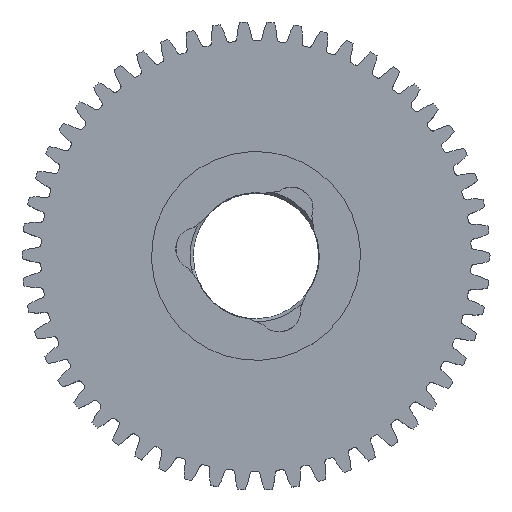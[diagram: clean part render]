
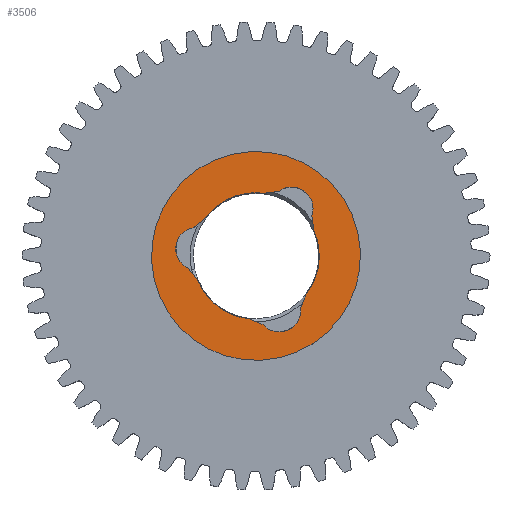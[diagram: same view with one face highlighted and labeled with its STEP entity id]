
A CAD part, top view. The second image highlights one B-rep face of the part: STEP entity #3506.
In plain terms, the highlighted planar face has unit normal (0, 0, 1).
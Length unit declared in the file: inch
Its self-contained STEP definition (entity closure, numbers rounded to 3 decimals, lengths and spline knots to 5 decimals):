
#104 = VECTOR ( 'NONE', #17558, 39.37008 ) ;
#128 = DIRECTION ( 'NONE',  ( -1., 0., 0. ) ) ;
#634 = VERTEX_POINT ( 'NONE', #13247 ) ;
#891 = DIRECTION ( 'NONE',  ( 0., 0., -1. ) ) ;
#974 = AXIS2_PLACEMENT_3D ( 'NONE', #11348, #2007, #12895 ) ;
#1052 = VECTOR ( 'NONE', #16009, 39.37008 ) ;
#1055 = DIRECTION ( 'NONE',  ( 1., 0., 0. ) ) ;
#1280 = CARTESIAN_POINT ( 'NONE',  ( -0.40196, -0.09119, 0.25 ) ) ;
#1374 = CARTESIAN_POINT ( 'NONE',  ( 0.18307, 0.33128, 0.25 ) ) ;
#1430 = EDGE_LOOP ( 'NONE', ( #2870, #11286, #12886, #19334, #20057, #3243, #13128, #6467, #15192, #3273, #3114, #7269, #15942, #5093 ) ) ;
#1438 = EDGE_CURVE ( 'NONE', #4172, #634, #12154, .T. ) ;
#1602 = VERTEX_POINT ( 'NONE', #3020 ) ;
#1604 = EDGE_CURVE ( 'NONE', #15920, #18928, #11174, .T. ) ;
#1885 = DIRECTION ( 'NONE',  ( -0.969, -0.248, 0. ) ) ;
#1935 = CARTESIAN_POINT ( 'NONE',  ( 0.27995, -0.30251, 0.25 ) ) ;
#1938 = VERTEX_POINT ( 'NONE', #12893 ) ;
#2007 = DIRECTION ( 'NONE',  ( 0., 0., -1. ) ) ;
#2292 = VERTEX_POINT ( 'NONE', #13316 ) ;
#2541 = CIRCLE ( 'NONE', #18683, 0.128 ) ;
#2552 = AXIS2_PLACEMENT_3D ( 'NONE', #7227, #19549, #10326 ) ;
#2585 = ORIENTED_EDGE ( 'NONE', *, *, #2943, .F. ) ;
#2781 = CARTESIAN_POINT ( 'NONE',  ( -0.3785, 0., 0.25 ) ) ;
#2870 = ORIENTED_EDGE ( 'NONE', *, *, #10361, .T. ) ;
#2943 = EDGE_CURVE ( 'NONE', #1602, #17300, #17737, .T. ) ;
#3020 = CARTESIAN_POINT ( 'NONE',  ( 0.625, 0., 0.25 ) ) ;
#3032 = EDGE_CURVE ( 'NONE', #7520, #15920, #5364, .T. ) ;
#3114 = ORIENTED_EDGE ( 'NONE', *, *, #1438, .T. ) ;
#3209 = EDGE_CURVE ( 'NONE', #18430, #17999, #8025, .T. ) ;
#3214 = CARTESIAN_POINT ( 'NONE',  ( -0.27995, -0.30251, 0.25 ) ) ;
#3243 = ORIENTED_EDGE ( 'NONE', *, *, #9168, .T. ) ;
#3270 = CARTESIAN_POINT ( 'NONE',  ( -0.18307, 0.33128, 0.25 ) ) ;
#3273 = ORIENTED_EDGE ( 'NONE', *, *, #6111, .T. ) ;
#3305 = VERTEX_POINT ( 'NONE', #15981 ) ;
#3342 = FACE_BOUND ( 'NONE', #1430, .T. ) ;
#3363 = DIRECTION ( 'NONE',  ( 0.699, 0.715, 0. ) ) ;
#3506 = ADVANCED_FACE ( 'NONE', ( #18892, #3342 ), #18053, .T. ) ;
#3849 = VECTOR ( 'NONE', #9787, 39.37008 ) ;
#4010 = CARTESIAN_POINT ( 'NONE',  ( 0.12201, 0.3937, 0.25 ) ) ;
#4172 = VERTEX_POINT ( 'NONE', #17249 ) ;
#4273 = CIRCLE ( 'NONE', #5879, 0.3785 ) ;
#4568 = EDGE_CURVE ( 'NONE', #634, #1938, #11607, .T. ) ;
#5093 = ORIENTED_EDGE ( 'NONE', *, *, #11957, .T. ) ;
#5364 = CIRCLE ( 'NONE', #5751, 0.128 ) ;
#5503 = CARTESIAN_POINT ( 'NONE',  ( -0.30744, -0.1775, 0.25 ) ) ;
#5523 = CARTESIAN_POINT ( 'NONE',  ( 0., 0.355, 0.25 ) ) ;
#5751 = AXIS2_PLACEMENT_3D ( 'NONE', #10250, #891, #11792 ) ;
#5879 = AXIS2_PLACEMENT_3D ( 'NONE', #8711, #19475, #10257 ) ;
#6037 = CARTESIAN_POINT ( 'NONE',  ( 0., 0., 0.25 ) ) ;
#6111 = EDGE_CURVE ( 'NONE', #16988, #4172, #18155, .T. ) ;
#6411 = CARTESIAN_POINT ( 'NONE',  ( 0.37843, -0.0071, 0.25 ) ) ;
#6467 = ORIENTED_EDGE ( 'NONE', *, *, #3209, .T. ) ;
#6775 = ORIENTED_EDGE ( 'NONE', *, *, #16081, .F. ) ;
#7067 = DIRECTION ( 'NONE',  ( 1., 0., 0. ) ) ;
#7083 = DIRECTION ( 'NONE',  ( 0., 0., -1. ) ) ;
#7087 = VECTOR ( 'NONE', #1885, 39.37008 ) ;
#7088 = DIRECTION ( 'NONE',  ( 1., 0., 0. ) ) ;
#7227 = CARTESIAN_POINT ( 'NONE',  ( 0., 0., 0.25 ) ) ;
#7269 = ORIENTED_EDGE ( 'NONE', *, *, #4568, .T. ) ;
#7299 = AXIS2_PLACEMENT_3D ( 'NONE', #18747, #9496, #128 ) ;
#7520 = VERTEX_POINT ( 'NONE', #10650 ) ;
#7569 = AXIS2_PLACEMENT_3D ( 'NONE', #16328, #7083, #17913 ) ;
#7597 = DIRECTION ( 'NONE',  ( -1., 0., 0. ) ) ;
#7617 = VERTEX_POINT ( 'NONE', #1374 ) ;
#7989 = CARTESIAN_POINT ( 'NONE',  ( -0.625, 0., 0.25 ) ) ;
#8025 = LINE ( 'NONE', #12193, #3849 ) ;
#8194 = CIRCLE ( 'NONE', #7299, 0.3785 ) ;
#8441 = LINE ( 'NONE', #12176, #104 ) ;
#8711 = CARTESIAN_POINT ( 'NONE',  ( 0., 0., 0.25 ) ) ;
#9168 = EDGE_CURVE ( 'NONE', #2292, #14432, #8441, .T. ) ;
#9354 = CARTESIAN_POINT ( 'NONE',  ( 0., 0., 0.25 ) ) ;
#9393 = CIRCLE ( 'NONE', #17022, 0.128 ) ;
#9496 = DIRECTION ( 'NONE',  ( 0., 0., -1. ) ) ;
#9723 = EDGE_LOOP ( 'NONE', ( #6775, #2585 ) ) ;
#9787 = DIRECTION ( 'NONE',  ( 0.269, 0.963, 0. ) ) ;
#10126 = CIRCLE ( 'NONE', #974, 0.3785 ) ;
#10250 = CARTESIAN_POINT ( 'NONE',  ( 0.30744, -0.1775, 0.25 ) ) ;
#10257 = DIRECTION ( 'NONE',  ( -1., 0., 0. ) ) ;
#10326 = DIRECTION ( 'NONE',  ( 1., 0., 0. ) ) ;
#10361 = EDGE_CURVE ( 'NONE', #19697, #3305, #19515, .T. ) ;
#10415 = DIRECTION ( 'NONE',  ( 0., 0., -1. ) ) ;
#10650 = CARTESIAN_POINT ( 'NONE',  ( 0.43544, -0.1775, 0.25 ) ) ;
#10904 = DIRECTION ( 'NONE',  ( -1., 0., 0. ) ) ;
#10987 = DIRECTION ( 'NONE',  ( 0.269, -0.963, 0. ) ) ;
#11044 = CIRCLE ( 'NONE', #19565, 0.625 ) ;
#11174 = LINE ( 'NONE', #1935, #7087 ) ;
#11183 = EDGE_CURVE ( 'NONE', #14432, #18430, #9393, .T. ) ;
#11286 = ORIENTED_EDGE ( 'NONE', *, *, #12706, .T. ) ;
#11348 = CARTESIAN_POINT ( 'NONE',  ( 0., 0., 0.25 ) ) ;
#11447 = EDGE_CURVE ( 'NONE', #17999, #16988, #10126, .T. ) ;
#11607 = CIRCLE ( 'NONE', #17763, 0.128 ) ;
#11792 = DIRECTION ( 'NONE',  ( 1., 0., 0. ) ) ;
#11957 = EDGE_CURVE ( 'NONE', #7617, #19697, #8194, .T. ) ;
#12154 = LINE ( 'NONE', #3270, #19861 ) ;
#12176 = CARTESIAN_POINT ( 'NONE',  ( -0.19536, -0.32418, 0.25 ) ) ;
#12193 = CARTESIAN_POINT ( 'NONE',  ( -0.40196, -0.09119, 0.25 ) ) ;
#12532 = CARTESIAN_POINT ( 'NONE',  ( 0.37843, -0.0071, 0.25 ) ) ;
#12706 = EDGE_CURVE ( 'NONE', #3305, #7520, #2541, .T. ) ;
#12886 = ORIENTED_EDGE ( 'NONE', *, *, #3032, .T. ) ;
#12893 = CARTESIAN_POINT ( 'NONE',  ( 0.12201, 0.3937, 0.25 ) ) ;
#12895 = DIRECTION ( 'NONE',  ( -1., 0., 0. ) ) ;
#13128 = ORIENTED_EDGE ( 'NONE', *, *, #11183, .T. ) ;
#13247 = CARTESIAN_POINT ( 'NONE',  ( -0.12201, 0.3937, 0.25 ) ) ;
#13316 = CARTESIAN_POINT ( 'NONE',  ( -0.19536, -0.32418, 0.25 ) ) ;
#13380 = EDGE_CURVE ( 'NONE', #18928, #2292, #4273, .T. ) ;
#13447 = LINE ( 'NONE', #4010, #1052 ) ;
#13830 = CARTESIAN_POINT ( 'NONE',  ( 0.19536, -0.32418, 0.25 ) ) ;
#14432 = VERTEX_POINT ( 'NONE', #3214 ) ;
#15192 = ORIENTED_EDGE ( 'NONE', *, *, #11447, .T. ) ;
#15387 = EDGE_CURVE ( 'NONE', #1938, #7617, #13447, .T. ) ;
#15891 = VECTOR ( 'NONE', #10987, 39.37008 ) ;
#15920 = VERTEX_POINT ( 'NONE', #20099 ) ;
#15942 = ORIENTED_EDGE ( 'NONE', *, *, #15387, .T. ) ;
#15981 = CARTESIAN_POINT ( 'NONE',  ( 0.40196, -0.09119, 0.25 ) ) ;
#16009 = DIRECTION ( 'NONE',  ( 0.699, -0.715, 0. ) ) ;
#16081 = EDGE_CURVE ( 'NONE', #17300, #1602, #11044, .T. ) ;
#16312 = DIRECTION ( 'NONE',  ( 0., 0., -1. ) ) ;
#16328 = CARTESIAN_POINT ( 'NONE',  ( 0., 0., 0.25 ) ) ;
#16332 = DIRECTION ( 'NONE',  ( 0., 0., -1. ) ) ;
#16857 = DIRECTION ( 'NONE',  ( 0., 0., -1. ) ) ;
#16988 = VERTEX_POINT ( 'NONE', #2781 ) ;
#17022 = AXIS2_PLACEMENT_3D ( 'NONE', #5503, #16312, #7067 ) ;
#17249 = CARTESIAN_POINT ( 'NONE',  ( -0.18307, 0.33128, 0.25 ) ) ;
#17300 = VERTEX_POINT ( 'NONE', #7989 ) ;
#17558 = DIRECTION ( 'NONE',  ( -0.969, 0.248, 0. ) ) ;
#17737 = CIRCLE ( 'NONE', #7569, 0.625 ) ;
#17763 = AXIS2_PLACEMENT_3D ( 'NONE', #5523, #16332, #7088 ) ;
#17913 = DIRECTION ( 'NONE',  ( -1., 0., 0. ) ) ;
#17993 = AXIS2_PLACEMENT_3D ( 'NONE', #9354, #20112, #10904 ) ;
#17999 = VERTEX_POINT ( 'NONE', #18198 ) ;
#18053 = PLANE ( 'NONE',  #2552 ) ;
#18155 = CIRCLE ( 'NONE', #17993, 0.3785 ) ;
#18198 = CARTESIAN_POINT ( 'NONE',  ( -0.37843, -0.0071, 0.25 ) ) ;
#18430 = VERTEX_POINT ( 'NONE', #1280 ) ;
#18683 = AXIS2_PLACEMENT_3D ( 'NONE', #19635, #10415, #1055 ) ;
#18747 = CARTESIAN_POINT ( 'NONE',  ( 0., 0., 0.25 ) ) ;
#18892 = FACE_OUTER_BOUND ( 'NONE', #9723, .T. ) ;
#18928 = VERTEX_POINT ( 'NONE', #13830 ) ;
#19334 = ORIENTED_EDGE ( 'NONE', *, *, #1604, .T. ) ;
#19475 = DIRECTION ( 'NONE',  ( 0., 0., -1. ) ) ;
#19515 = LINE ( 'NONE', #12532, #15891 ) ;
#19549 = DIRECTION ( 'NONE',  ( 0., 0., 1. ) ) ;
#19565 = AXIS2_PLACEMENT_3D ( 'NONE', #6037, #16857, #7597 ) ;
#19635 = CARTESIAN_POINT ( 'NONE',  ( 0.30744, -0.1775, 0.25 ) ) ;
#19697 = VERTEX_POINT ( 'NONE', #6411 ) ;
#19861 = VECTOR ( 'NONE', #3363, 39.37008 ) ;
#20057 = ORIENTED_EDGE ( 'NONE', *, *, #13380, .T. ) ;
#20099 = CARTESIAN_POINT ( 'NONE',  ( 0.27995, -0.30251, 0.25 ) ) ;
#20112 = DIRECTION ( 'NONE',  ( 0., 0., -1. ) ) ;
